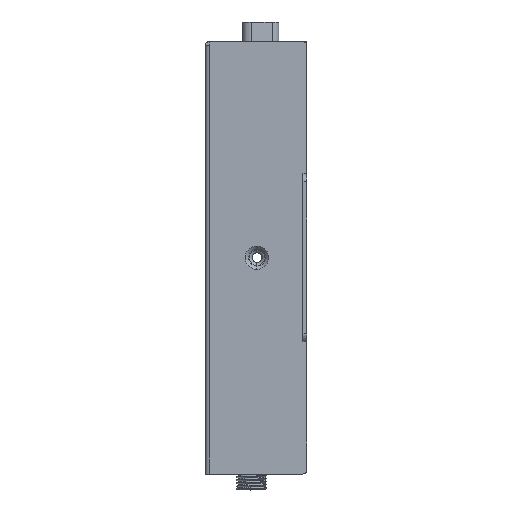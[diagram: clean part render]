
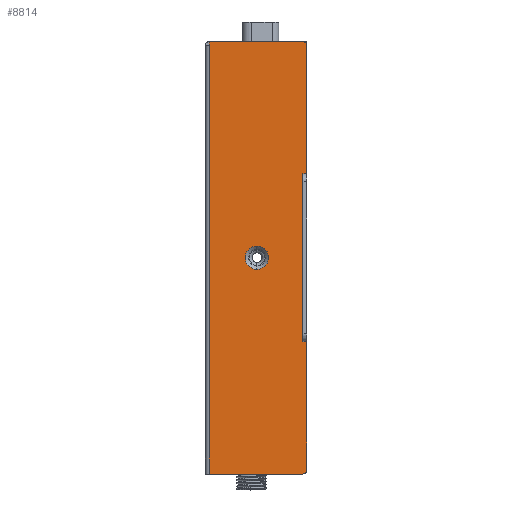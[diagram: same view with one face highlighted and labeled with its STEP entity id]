
A CAD part, left-side view. The second image highlights one B-rep face of the part: STEP entity #8814.
In plain terms, the highlighted planar face has unit normal (-1, 0, 0).
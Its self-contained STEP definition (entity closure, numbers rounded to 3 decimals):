
#1317=DIRECTION('',(0.,1.,0.));
#1318=VECTOR('',#1317,24.);
#1319=CARTESIAN_POINT('',(-38.5,1.,55.5));
#1320=LINE('',#1319,#1318);
#1321=CARTESIAN_POINT('',(-38.5,1.,54.5));
#1322=DIRECTION('',(-1.,0.,0.));
#1323=DIRECTION('',(0.,-1.,0.));
#1324=AXIS2_PLACEMENT_3D('',#1321,#1322,#1323);
#1326=DIRECTION('',(0.,0.,1.));
#1327=VECTOR('',#1326,33.);
#1328=CARTESIAN_POINT('',(-38.5,0.,21.5));
#1329=LINE('',#1328,#1327);
#1330=DIRECTION('',(0.,-1.,0.));
#1331=VECTOR('',#1330,1.);
#1332=CARTESIAN_POINT('',(-38.5,1.,21.5));
#1333=LINE('',#1332,#1331);
#1334=DIRECTION('',(0.,1.,0.));
#1335=VECTOR('',#1334,1.);
#1336=CARTESIAN_POINT('',(-38.5,0.,-21.5));
#1337=LINE('',#1336,#1335);
#1338=DIRECTION('',(0.,0.,1.));
#1339=VECTOR('',#1338,33.);
#1340=CARTESIAN_POINT('',(-38.5,0.,-54.5));
#1341=LINE('',#1340,#1339);
#1342=CARTESIAN_POINT('',(-38.5,1.,-54.5));
#1343=DIRECTION('',(-1.,0.,0.));
#1344=DIRECTION('',(0.,0.,-1.));
#1345=AXIS2_PLACEMENT_3D('',#1342,#1343,#1344);
#1347=DIRECTION('',(0.,-1.,0.));
#1348=VECTOR('',#1347,24.);
#1349=CARTESIAN_POINT('',(-38.5,25.,-55.5));
#1350=LINE('',#1349,#1348);
#1351=DIRECTION('',(0.,0.,-1.));
#1352=VECTOR('',#1351,1.);
#1353=CARTESIAN_POINT('',(-38.5,25.,55.5));
#1354=LINE('',#1353,#1352);
#1355=CARTESIAN_POINT('',(-38.5,12.75,0.));
#1356=DIRECTION('',(1.,0.,0.));
#1357=DIRECTION('',(0.,0.,1.));
#1358=AXIS2_PLACEMENT_3D('',#1355,#1356,#1357);
#1360=CARTESIAN_POINT('',(-38.5,12.75,0.));
#1361=DIRECTION('',(1.,0.,0.));
#1362=DIRECTION('',(0.,0.,-1.));
#1363=AXIS2_PLACEMENT_3D('',#1360,#1361,#1362);
#1378=DIRECTION('',(0.,0.,-1.));
#1379=VECTOR('',#1378,43.);
#1380=CARTESIAN_POINT('',(-38.5,1.,21.5));
#1381=LINE('',#1380,#1379);
#4405=DIRECTION('',(0.,0.,1.));
#4406=VECTOR('',#4405,110.);
#4407=CARTESIAN_POINT('',(-38.5,25.,-55.5));
#4408=LINE('',#4407,#4406);
#6774=CARTESIAN_POINT('',(-38.5,1.,-21.5));
#6776=VERTEX_POINT('',#6774);
#6778=CARTESIAN_POINT('',(-38.5,1.,55.5));
#6779=CARTESIAN_POINT('',(-38.5,25.,55.5));
#6780=VERTEX_POINT('',#6778);
#6781=VERTEX_POINT('',#6779);
#6788=CARTESIAN_POINT('',(-38.5,1.,21.5));
#6789=VERTEX_POINT('',#6788);
#6790=CARTESIAN_POINT('',(-38.5,12.75,-3.));
#6792=VERTEX_POINT('',#6790);
#6794=CARTESIAN_POINT('',(-38.5,12.75,3.));
#6795=VERTEX_POINT('',#6794);
#6796=CARTESIAN_POINT('',(-38.5,25.,54.5));
#6797=VERTEX_POINT('',#6796);
#6798=CARTESIAN_POINT('',(-38.5,0.,54.5));
#6799=VERTEX_POINT('',#6798);
#6810=CARTESIAN_POINT('',(-38.5,25.,-55.5));
#6811=VERTEX_POINT('',#6810);
#6812=CARTESIAN_POINT('',(-38.5,0.,21.5));
#6813=VERTEX_POINT('',#6812);
#6826=CARTESIAN_POINT('',(-38.5,0.,-21.5));
#6827=VERTEX_POINT('',#6826);
#6832=CARTESIAN_POINT('',(-38.5,1.,-55.5));
#6833=VERTEX_POINT('',#6832);
#6854=CARTESIAN_POINT('',(-38.5,0.,-54.5));
#6855=VERTEX_POINT('',#6854);
#8783=CARTESIAN_POINT('',(-38.5,25.,54.5));
#8784=DIRECTION('',(1.,0.,0.));
#8785=DIRECTION('',(0.,0.,1.));
#8786=AXIS2_PLACEMENT_3D('',#8783,#8784,#8785);
#8787=PLANE('',#8786);
#8788=ORIENTED_EDGE('',*,*,#8749,.F.);
#8789=ORIENTED_EDGE('',*,*,#8762,.F.);
#8790=ORIENTED_EDGE('',*,*,#8774,.F.);
#8792=ORIENTED_EDGE('',*,*,#8791,.F.);
#8794=ORIENTED_EDGE('',*,*,#8793,.T.);
#8796=ORIENTED_EDGE('',*,*,#8795,.F.);
#8798=ORIENTED_EDGE('',*,*,#8797,.F.);
#8800=ORIENTED_EDGE('',*,*,#8799,.F.);
#8802=ORIENTED_EDGE('',*,*,#8801,.F.);
#8804=ORIENTED_EDGE('',*,*,#8803,.T.);
#8805=ORIENTED_EDGE('',*,*,#8733,.F.);
#8806=EDGE_LOOP('',(#8788,#8789,#8790,#8792,#8794,#8796,#8798,#8800,#8802,#8804,
#8805));
#8807=FACE_OUTER_BOUND('',#8806,.F.);
#8809=ORIENTED_EDGE('',*,*,#8808,.F.);
#8811=ORIENTED_EDGE('',*,*,#8810,.F.);
#8812=EDGE_LOOP('',(#8809,#8811));
#8813=FACE_BOUND('',#8812,.F.);
#8814=ADVANCED_FACE('',(#8807,#8813),#8787,.F.);
#1325=CIRCLE('',#1324,1.);
#1346=CIRCLE('',#1345,1.);
#1359=CIRCLE('',#1358,3.);
#1364=CIRCLE('',#1363,3.);
#8733=EDGE_CURVE('',#6781,#6797,#1354,.T.);
#8749=EDGE_CURVE('',#6780,#6781,#1320,.T.);
#8762=EDGE_CURVE('',#6799,#6780,#1325,.T.);
#8774=EDGE_CURVE('',#6813,#6799,#1329,.T.);
#8791=EDGE_CURVE('',#6789,#6813,#1333,.T.);
#8793=EDGE_CURVE('',#6789,#6776,#1381,.T.);
#8795=EDGE_CURVE('',#6827,#6776,#1337,.T.);
#8797=EDGE_CURVE('',#6855,#6827,#1341,.T.);
#8799=EDGE_CURVE('',#6833,#6855,#1346,.T.);
#8801=EDGE_CURVE('',#6811,#6833,#1350,.T.);
#8803=EDGE_CURVE('',#6811,#6797,#4408,.T.);
#8808=EDGE_CURVE('',#6795,#6792,#1359,.T.);
#8810=EDGE_CURVE('',#6792,#6795,#1364,.T.);
